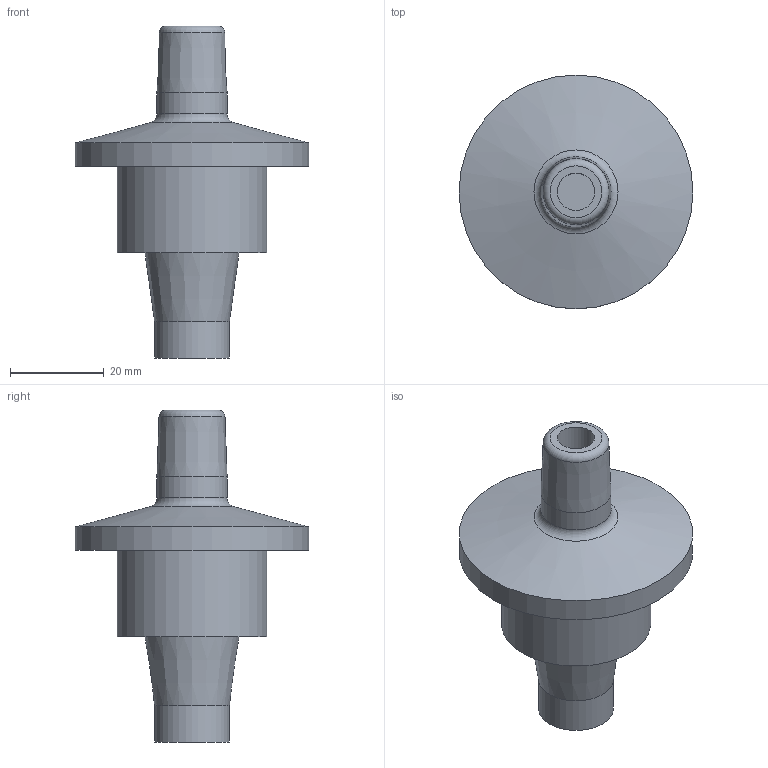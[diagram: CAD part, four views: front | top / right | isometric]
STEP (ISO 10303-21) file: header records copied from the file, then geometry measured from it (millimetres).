
FILE_DESCRIPTION(/* description */ (''),/* implementation_level */ '2;1');
FILE_NAME(/* name */ '836263_stp.stp',/* time_stamp */ '2017-05-15T11:02:40+02:00',/* author */ (''),/* organization */ (''),/* preprocessor_version */ 'ST-DEVELOPER v15',/* originating_system */ 'SIEMENS PLM Software NX 9.0',/* authorisation */ '');
FILE_SCHEMA (('AUTOMOTIVE_DESIGN { 1 0 10303 214 3 1 1 1 }'));
Length unit declared in the file: millimetre
Products named in the file (1): reic1F4CA23Dza5w
Bounding box: 50 x 50 x 71 mm (x, y, z)
Volume: 35938.4 mm3; surface area: 9523 mm2
Topology: 1 solids, 1 shells, 15 faces, 26 edges, 16 vertices
Faces by surface type: plane 5, cylinder 5, cone 3, torus 2
Full cylindrical faces by diameter (mm): 8 x1, 15 x1, 16 x1, 32 x1, 50 x1
Entity records: 326 total; most frequent: DIRECTION 60, CARTESIAN_POINT 44, AXIS2_PLACEMENT_3D 30, EDGE_LOOP 28, ORIENTED_EDGE 28, FACE_BOUND 26, ADVANCED_FACE 15, VERTEX_POINT 14
